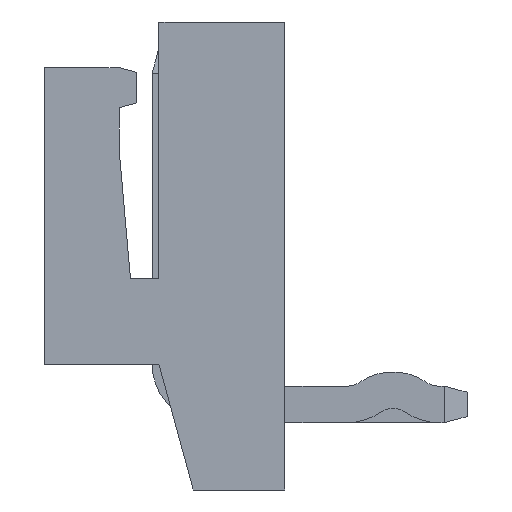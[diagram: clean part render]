
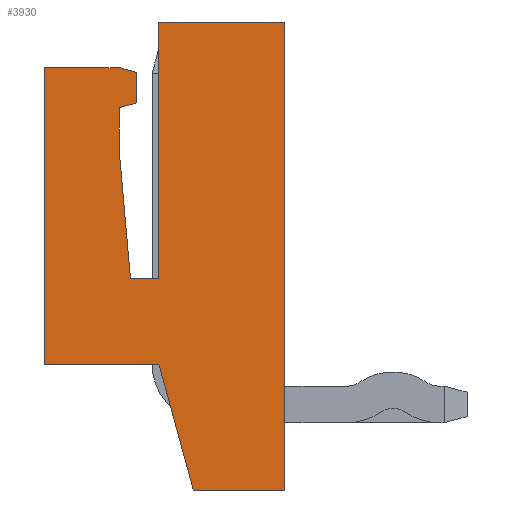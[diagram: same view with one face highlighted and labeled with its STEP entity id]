
A CAD part, left-side view. The second image highlights one B-rep face of the part: STEP entity #3930.
In plain terms, the highlighted planar face has unit normal (-1, 0, 0).
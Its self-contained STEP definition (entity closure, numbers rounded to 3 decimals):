
#52 = LINE ( 'NONE', #3783, #3158 ) ;
#58 = CARTESIAN_POINT ( 'NONE',  ( -5., 0., -1.5 ) ) ;
#148 = VECTOR ( 'NONE', #3933, 1000. ) ;
#174 = CARTESIAN_POINT ( 'NONE',  ( -5., 2.2, 0.7 ) ) ;
#191 = ORIENTED_EDGE ( 'NONE', *, *, #3821, .F. ) ;
#219 = VERTEX_POINT ( 'NONE', #2988 ) ;
#220 = VECTOR ( 'NONE', #2941, 1000. ) ;
#240 = LINE ( 'NONE', #781, #870 ) ;
#252 = EDGE_CURVE ( 'NONE', #1167, #2476, #3970, .T. ) ;
#263 = VERTEX_POINT ( 'NONE', #3647 ) ;
#268 = EDGE_CURVE ( 'NONE', #2331, #3228, #2947, .T. ) ;
#392 = ORIENTED_EDGE ( 'NONE', *, *, #667, .F. ) ;
#432 = ORIENTED_EDGE ( 'NONE', *, *, #2600, .F. ) ;
#460 = EDGE_CURVE ( 'NONE', #219, #3555, #936, .T. ) ;
#475 = VECTOR ( 'NONE', #3982, 1000. ) ;
#506 = EDGE_CURVE ( 'NONE', #2476, #866, #2833, .T. ) ;
#519 = VERTEX_POINT ( 'NONE', #4101 ) ;
#540 = LINE ( 'NONE', #2405, #1552 ) ;
#551 = AXIS2_PLACEMENT_3D ( 'NONE', #3334, #846, #2124 ) ;
#602 = VECTOR ( 'NONE', #2347, 1000. ) ;
#653 = EDGE_CURVE ( 'NONE', #263, #3658, #3839, .T. ) ;
#663 = DIRECTION ( 'NONE',  ( 0., -1., 0. ) ) ;
#667 = EDGE_CURVE ( 'NONE', #3228, #1346, #3581, .T. ) ;
#715 = CARTESIAN_POINT ( 'NONE',  ( -5., 2.6, 5.818 ) ) ;
#781 = CARTESIAN_POINT ( 'NONE',  ( -5., 2.2, 0.7 ) ) ;
#789 = DIRECTION ( 'NONE',  ( 0., -0.965, -0.263 ) ) ;
#807 = CARTESIAN_POINT ( 'NONE',  ( -5., 0., -1.5 ) ) ;
#846 = DIRECTION ( 'NONE',  ( 1., 0., 0. ) ) ;
#866 = VERTEX_POINT ( 'NONE', #174 ) ;
#870 = VECTOR ( 'NONE', #3330, 1000. ) ;
#932 = VERTEX_POINT ( 'NONE', #3101 ) ;
#936 = LINE ( 'NONE', #2219, #3019 ) ;
#967 = CARTESIAN_POINT ( 'NONE',  ( -5., 2.6, 5.282 ) ) ;
#1097 = ORIENTED_EDGE ( 'NONE', *, *, #2839, .F. ) ;
#1142 = VECTOR ( 'NONE', #3507, 1000. ) ;
#1167 = VERTEX_POINT ( 'NONE', #58 ) ;
#1234 = CARTESIAN_POINT ( 'NONE',  ( -5., 4.2, 5.9 ) ) ;
#1249 = LINE ( 'NONE', #2242, #1142 ) ;
#1346 = VERTEX_POINT ( 'NONE', #967 ) ;
#1360 = DIRECTION ( 'NONE',  ( 0., -1., 0. ) ) ;
#1365 = VECTOR ( 'NONE', #1360, 1000. ) ;
#1430 = LINE ( 'NONE', #2707, #475 ) ;
#1552 = VECTOR ( 'NONE', #3675, 1000. ) ;
#1643 = VECTOR ( 'NONE', #1994, 1000. ) ;
#1662 = ORIENTED_EDGE ( 'NONE', *, *, #268, .F. ) ;
#1667 = CARTESIAN_POINT ( 'NONE',  ( -5., 2.2, 2.2 ) ) ;
#1707 = ORIENTED_EDGE ( 'NONE', *, *, #653, .F. ) ;
#1770 = PLANE ( 'NONE',  #551 ) ;
#1813 = CARTESIAN_POINT ( 'NONE',  ( -5., 1.6, -1.5 ) ) ;
#1838 = CARTESIAN_POINT ( 'NONE',  ( -5., 2.9, 4.486 ) ) ;
#1914 = EDGE_CURVE ( 'NONE', #866, #3845, #240, .T. ) ;
#1948 = ORIENTED_EDGE ( 'NONE', *, *, #3259, .T. ) ;
#1994 = DIRECTION ( 'NONE',  ( 0., 0., -1. ) ) ;
#2111 = ORIENTED_EDGE ( 'NONE', *, *, #252, .F. ) ;
#2115 = DIRECTION ( 'NONE',  ( 0., 0., 1. ) ) ;
#2124 = DIRECTION ( 'NONE',  ( 0., 0., -1. ) ) ;
#2134 = CARTESIAN_POINT ( 'NONE',  ( -5., 2.6, 5.818 ) ) ;
#2170 = DIRECTION ( 'NONE',  ( 0., 0.263, 0.965 ) ) ;
#2219 = CARTESIAN_POINT ( 'NONE',  ( -5., 2.9, 5.2 ) ) ;
#2242 = CARTESIAN_POINT ( 'NONE',  ( -5., 2.6, 5.282 ) ) ;
#2296 = ORIENTED_EDGE ( 'NONE', *, *, #1914, .F. ) ;
#2331 = VERTEX_POINT ( 'NONE', #3590 ) ;
#2347 = DIRECTION ( 'NONE',  ( 0., 1., 0. ) ) ;
#2405 = CARTESIAN_POINT ( 'NONE',  ( -5., 0., 6.7 ) ) ;
#2476 = VERTEX_POINT ( 'NONE', #1813 ) ;
#2600 = EDGE_CURVE ( 'NONE', #1346, #219, #1249, .T. ) ;
#2633 = ORIENTED_EDGE ( 'NONE', *, *, #506, .F. ) ;
#2636 = CARTESIAN_POINT ( 'NONE',  ( -5., 4.2, 0.7 ) ) ;
#2656 = CARTESIAN_POINT ( 'NONE',  ( -5., 2.9, 5.9 ) ) ;
#2707 = CARTESIAN_POINT ( 'NONE',  ( -5., 4.2, 0.7 ) ) ;
#2833 = LINE ( 'NONE', #3793, #3151 ) ;
#2839 = EDGE_CURVE ( 'NONE', #3845, #3775, #1430, .T. ) ;
#2941 = DIRECTION ( 'NONE',  ( 0., 0., 1. ) ) ;
#2947 = LINE ( 'NONE', #2656, #4072 ) ;
#2954 = VECTOR ( 'NONE', #2115, 1000. ) ;
#2986 = EDGE_LOOP ( 'NONE', ( #3973, #191, #1707, #3721, #4040, #432, #392, #1662, #4115, #1097, #2296, #2633, #2111, #1948 ) ) ;
#2988 = CARTESIAN_POINT ( 'NONE',  ( -5., 2.9, 5.2 ) ) ;
#2994 = CARTESIAN_POINT ( 'NONE',  ( -5., 2.9, 4.486 ) ) ;
#3019 = VECTOR ( 'NONE', #3490, 1000. ) ;
#3055 = EDGE_CURVE ( 'NONE', #3555, #263, #3974, .T. ) ;
#3101 = CARTESIAN_POINT ( 'NONE',  ( -5., 2.2, 6.7 ) ) ;
#3151 = VECTOR ( 'NONE', #2170, 1000. ) ;
#3158 = VECTOR ( 'NONE', #663, 1000. ) ;
#3228 = VERTEX_POINT ( 'NONE', #2134 ) ;
#3233 = CARTESIAN_POINT ( 'NONE',  ( -5., 2.7, 2.2 ) ) ;
#3248 = EDGE_CURVE ( 'NONE', #519, #932, #540, .T. ) ;
#3259 = EDGE_CURVE ( 'NONE', #1167, #519, #4051, .T. ) ;
#3330 = DIRECTION ( 'NONE',  ( 0., 1., 0. ) ) ;
#3334 = CARTESIAN_POINT ( 'NONE',  ( -5., 0., 0. ) ) ;
#3359 = FACE_OUTER_BOUND ( 'NONE', #2986, .T. ) ;
#3371 = CARTESIAN_POINT ( 'NONE',  ( -5., 0., 6.7 ) ) ;
#3490 = DIRECTION ( 'NONE',  ( 0., 0., -1. ) ) ;
#3507 = DIRECTION ( 'NONE',  ( 0., 0.965, -0.263 ) ) ;
#3555 = VERTEX_POINT ( 'NONE', #1838 ) ;
#3572 = LINE ( 'NONE', #1667, #220 ) ;
#3581 = LINE ( 'NONE', #715, #1643 ) ;
#3590 = CARTESIAN_POINT ( 'NONE',  ( -5., 2.9, 5.9 ) ) ;
#3647 = CARTESIAN_POINT ( 'NONE',  ( -5., 2.7, 2.2 ) ) ;
#3658 = VERTEX_POINT ( 'NONE', #4113 ) ;
#3675 = DIRECTION ( 'NONE',  ( 0., 1., 0. ) ) ;
#3721 = ORIENTED_EDGE ( 'NONE', *, *, #3055, .F. ) ;
#3736 = EDGE_CURVE ( 'NONE', #3775, #2331, #52, .T. ) ;
#3775 = VERTEX_POINT ( 'NONE', #1234 ) ;
#3783 = CARTESIAN_POINT ( 'NONE',  ( -5., 4.2, 5.9 ) ) ;
#3793 = CARTESIAN_POINT ( 'NONE',  ( -5., 1.6, -1.5 ) ) ;
#3821 = EDGE_CURVE ( 'NONE', #3658, #932, #3572, .T. ) ;
#3839 = LINE ( 'NONE', #3233, #1365 ) ;
#3845 = VERTEX_POINT ( 'NONE', #2636 ) ;
#3930 = ADVANCED_FACE ( 'NONE', ( #3359 ), #1770, .F. ) ;
#3933 = DIRECTION ( 'NONE',  ( 0., -0.087, -0.996 ) ) ;
#3970 = LINE ( 'NONE', #807, #602 ) ;
#3973 = ORIENTED_EDGE ( 'NONE', *, *, #3248, .T. ) ;
#3974 = LINE ( 'NONE', #2994, #148 ) ;
#3982 = DIRECTION ( 'NONE',  ( 0., 0., 1. ) ) ;
#4040 = ORIENTED_EDGE ( 'NONE', *, *, #460, .F. ) ;
#4051 = LINE ( 'NONE', #3371, #2954 ) ;
#4072 = VECTOR ( 'NONE', #789, 1000. ) ;
#4101 = CARTESIAN_POINT ( 'NONE',  ( -5., 0., 6.7 ) ) ;
#4113 = CARTESIAN_POINT ( 'NONE',  ( -5., 2.2, 2.2 ) ) ;
#4115 = ORIENTED_EDGE ( 'NONE', *, *, #3736, .F. ) ;
